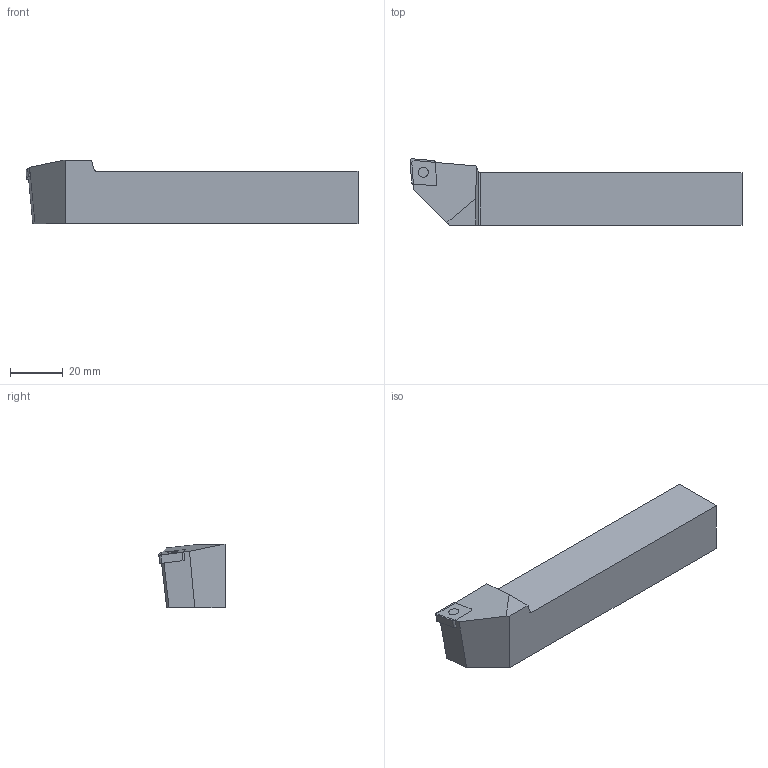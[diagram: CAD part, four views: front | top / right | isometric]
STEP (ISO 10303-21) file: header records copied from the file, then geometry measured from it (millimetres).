
FILE_DESCRIPTION(/* description */ (''),/* implementation_level */ '2;1');
FILE_NAME(/* name */ 'DCLNL2020K09_SIM.stp',/* time_stamp */ '2021-12-21T15:56:10+01:00',/* author */ (''),/* organization */ (''),/* preprocessor_version */ 'ST-DEVELOPER v16.7',/* originating_system */ 'SIEMENS PLM Software NX 12.0',/* authorisation */ '');
FILE_SCHEMA (('AUTOMOTIVE_DESIGN { 1 0 10303 214 3 1 1 1 }'));
Length unit declared in the file: millimetre
Products named in the file (1): model1
Bounding box: 125.99 x 25.19 x 24 mm (x, y, z)
Volume: 50057.7 mm3; surface area: 11063 mm2
Topology: 2 solids, 2 shells, 26 faces, 64 edges, 42 vertices
Faces by surface type: plane 19, cylinder 7
Full cylindrical faces by diameter (mm): 3.81 x1
Entity records: 795 total; most frequent: CARTESIAN_POINT 132, DIRECTION 131, ORIENTED_EDGE 126, EDGE_CURVE 63, LINE 49, VECTOR 49, VERTEX_POINT 42, AXIS2_PLACEMENT_3D 41
